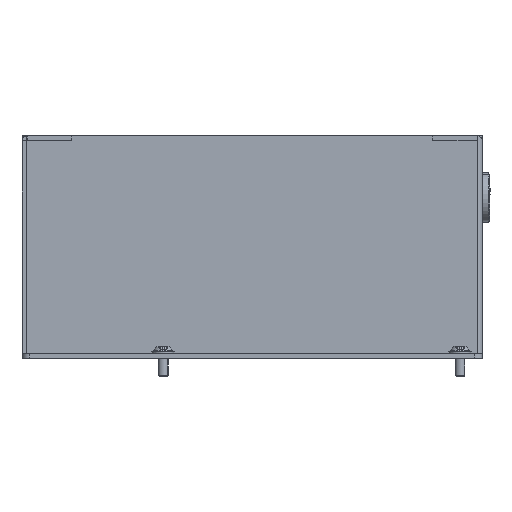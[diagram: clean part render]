
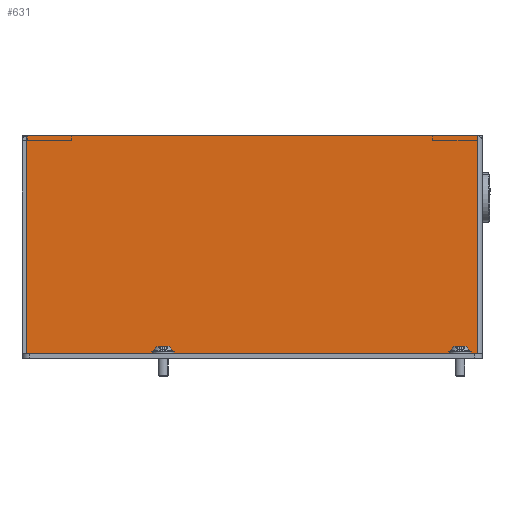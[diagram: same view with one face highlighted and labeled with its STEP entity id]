
A CAD part, left-side view. The second image highlights one B-rep face of the part: STEP entity #631.
In plain terms, the highlighted face is planar.
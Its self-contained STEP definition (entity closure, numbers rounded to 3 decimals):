
#20 = CARTESIAN_POINT ( 'NONE',  ( 237., 0., 90. ) ) ;
#48 = DIRECTION ( 'NONE',  ( 0., -1., 0. ) ) ;
#118 = LINE ( 'NONE', #1309, #5992 ) ;
#394 = EDGE_LOOP ( 'NONE', ( #781, #3372, #1070, #5951 ) ) ;
#630 = LINE ( 'NONE', #1031, #6520 ) ;
#631 = ADVANCED_FACE ( 'NONE', ( #3736 ), #1180, .F. ) ;
#781 = ORIENTED_EDGE ( 'NONE', *, *, #6443, .F. ) ;
#1031 = CARTESIAN_POINT ( 'NONE',  ( 237., 0., 0. ) ) ;
#1070 = ORIENTED_EDGE ( 'NONE', *, *, #5481, .T. ) ;
#1115 = LINE ( 'NONE', #1214, #3709 ) ;
#1180 = PLANE ( 'NONE',  #2632 ) ;
#1214 = CARTESIAN_POINT ( 'NONE',  ( 237., 2.1, 87.9 ) ) ;
#1309 = CARTESIAN_POINT ( 'NONE',  ( 237., 183.999, 90. ) ) ;
#1384 = LINE ( 'NONE', #6698, #3101 ) ;
#1703 = DIRECTION ( 'NONE',  ( 0., 1., 0. ) ) ;
#1766 = VERTEX_POINT ( 'NONE', #2840 ) ;
#1959 = CARTESIAN_POINT ( 'NONE',  ( 237., 2.1, 0. ) ) ;
#2155 = VERTEX_POINT ( 'NONE', #1959 ) ;
#2498 = DIRECTION ( 'NONE',  ( 0., 0., -1. ) ) ;
#2632 = AXIS2_PLACEMENT_3D ( 'NONE', #20, #4019, #48 ) ;
#2840 = CARTESIAN_POINT ( 'NONE',  ( 237., 183.999, 0. ) ) ;
#2875 = DIRECTION ( 'NONE',  ( 0., 1., 0. ) ) ;
#3101 = VECTOR ( 'NONE', #4400, 1000. ) ;
#3372 = ORIENTED_EDGE ( 'NONE', *, *, #6270, .T. ) ;
#3542 = VERTEX_POINT ( 'NONE', #3777 ) ;
#3709 = VECTOR ( 'NONE', #2875, 1000. ) ;
#3736 = FACE_OUTER_BOUND ( 'NONE', #394, .T. ) ;
#3777 = CARTESIAN_POINT ( 'NONE',  ( 237., 2.1, 87.9 ) ) ;
#4019 = DIRECTION ( 'NONE',  ( -1., 0., 0. ) ) ;
#4400 = DIRECTION ( 'NONE',  ( 0., 0., -1. ) ) ;
#5027 = CARTESIAN_POINT ( 'NONE',  ( 237., 183.999, 87.9 ) ) ;
#5481 = EDGE_CURVE ( 'NONE', #2155, #1766, #630, .T. ) ;
#5936 = VERTEX_POINT ( 'NONE', #5027 ) ;
#5951 = ORIENTED_EDGE ( 'NONE', *, *, #7126, .F. ) ;
#5992 = VECTOR ( 'NONE', #2498, 1000. ) ;
#6270 = EDGE_CURVE ( 'NONE', #3542, #2155, #1384, .T. ) ;
#6443 = EDGE_CURVE ( 'NONE', #3542, #5936, #1115, .T. ) ;
#6520 = VECTOR ( 'NONE', #1703, 1000. ) ;
#6698 = CARTESIAN_POINT ( 'NONE',  ( 237., 2.1, 90. ) ) ;
#7126 = EDGE_CURVE ( 'NONE', #5936, #1766, #118, .T. ) ;
